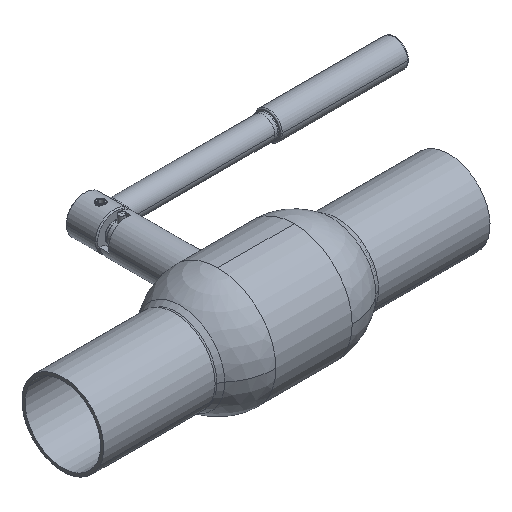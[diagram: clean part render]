
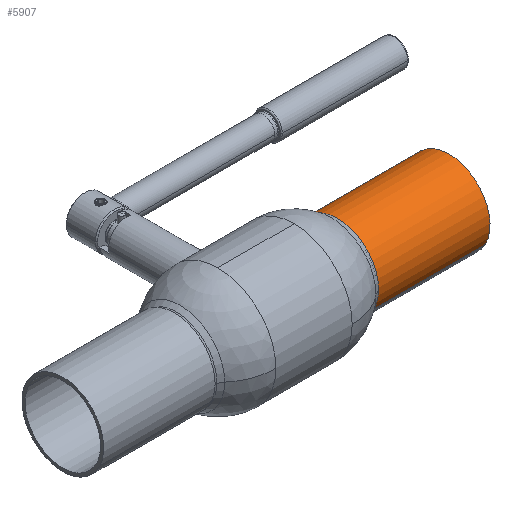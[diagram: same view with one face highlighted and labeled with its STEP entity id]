
A CAD part, isometric view. The second image highlights one B-rep face of the part: STEP entity #5907.
In plain terms, the highlighted cylindrical face has radius 38.05 mm (diameter 76.1 mm), a partial arc.
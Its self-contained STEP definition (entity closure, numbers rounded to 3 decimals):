
#767 = FACE_OUTER_BOUND ( 'NONE', #5908, .T. ) ;
#768 = DIRECTION ( 'NONE',  ( 0., -0.882, -0.47 ) ) ;
#769 = DIRECTION ( 'NONE',  ( 1., 0., 0. ) ) ;
#770 = CARTESIAN_POINT ( 'NONE',  ( 176.579, -54.447, 5.764 ) ) ;
#771 = AXIS2_PLACEMENT_3D ( 'NONE', #770, #769, #768 ) ;
#772 = CIRCLE ( 'NONE', #771, 38.05 ) ;
#849 = DIRECTION ( 'NONE',  ( 0., 0.882, 0.47 ) ) ;
#850 = DIRECTION ( 'NONE',  ( -1., 0., 0. ) ) ;
#851 = CARTESIAN_POINT ( 'NONE',  ( 71.372, -54.447, 5.764 ) ) ;
#852 = AXIS2_PLACEMENT_3D ( 'NONE', #851, #850, #849 ) ;
#854 = DIRECTION ( 'NONE',  ( 0., -0.882, -0.47 ) ) ;
#855 = DIRECTION ( 'NONE',  ( 1., 0., 0. ) ) ;
#856 = CARTESIAN_POINT ( 'NONE',  ( 186.553, -54.447, 5.764 ) ) ;
#857 = AXIS2_PLACEMENT_3D ( 'NONE', #856, #855, #854 ) ;
#858 = CIRCLE ( 'NONE', #852, 38.05 ) ;
#859 = CYLINDRICAL_SURFACE ( 'NONE', #857, 38.05 ) ;
#904 = DIRECTION ( 'NONE',  ( 1., 0., 0. ) ) ;
#905 = CARTESIAN_POINT ( 'NONE',  ( 186.553, -20.872, 23.666 ) ) ;
#906 = LINE ( 'NONE', #905, #1095 ) ;
#907 = CARTESIAN_POINT ( 'NONE',  ( 71.372, -88.023, -12.138 ) ) ;
#908 = CARTESIAN_POINT ( 'NONE',  ( 71.372, -20.872, 23.666 ) ) ;
#1061 = CARTESIAN_POINT ( 'NONE',  ( 176.579, -88.023, -12.138 ) ) ;
#1094 = CARTESIAN_POINT ( 'NONE',  ( 176.579, -20.872, 23.666 ) ) ;
#1095 = VECTOR ( 'NONE', #904, 1000. ) ;
#1253 = DIRECTION ( 'NONE',  ( 1., 0., 0. ) ) ;
#1254 = VECTOR ( 'NONE', #1253, 1000. ) ;
#1255 = CARTESIAN_POINT ( 'NONE',  ( 186.553, -88.023, -12.138 ) ) ;
#1256 = LINE ( 'NONE', #1255, #1254 ) ;
#5906 = EDGE_CURVE ( 'NONE', #5941, #5944, #772, .T. ) ;
#5907 = ADVANCED_FACE ( 'NONE', ( #767 ), #859, .T. ) ;
#5908 = EDGE_LOOP ( 'NONE', ( #5909, #5910, #5912, #5913 ) ) ;
#5909 = ORIENTED_EDGE ( 'NONE', *, *, #5940, .F. ) ;
#5910 = ORIENTED_EDGE ( 'NONE', *, *, #5911, .F. ) ;
#5911 = EDGE_CURVE ( 'NONE', #5938, #5937, #858, .T. ) ;
#5912 = ORIENTED_EDGE ( 'NONE', *, *, #5995, .T. ) ;
#5913 = ORIENTED_EDGE ( 'NONE', *, *, #5906, .F. ) ;
#5937 = VERTEX_POINT ( 'NONE', #908 ) ;
#5938 = VERTEX_POINT ( 'NONE', #907 ) ;
#5940 = EDGE_CURVE ( 'NONE', #5937, #5941, #906, .T. ) ;
#5941 = VERTEX_POINT ( 'NONE', #1094 ) ;
#5944 = VERTEX_POINT ( 'NONE', #1061 ) ;
#5995 = EDGE_CURVE ( 'NONE', #5938, #5944, #1256, .T. ) ;
